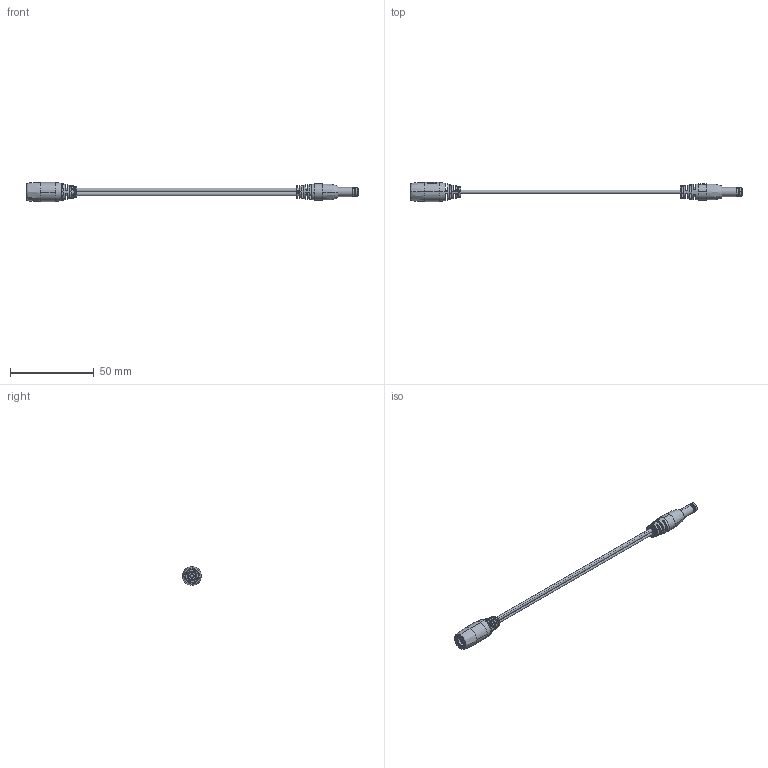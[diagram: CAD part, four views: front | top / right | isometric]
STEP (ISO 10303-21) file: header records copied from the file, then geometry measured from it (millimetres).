
FILE_DESCRIPTION (( 'STEP AP203' ), '1' );
FILE_NAME ('10-01248.step', '2016-09-15T23:40:35', ( '' ), ( '' ), 'SwSTEP 2.0', 'SolidWorks 2015', '' );
FILE_SCHEMA (( 'CONFIG_CONTROL_DESIGN' ));
Length unit declared in the file: millimetre
Products named in the file (13): 24-00004; 50-00313; 50-00025 shell; 50-00313 spring contact; 50-00025 pin; 50-00025 insulator; 50-00313 insulator; 50-00025; 50-00313 shell; 50-00025 contact; 10-01248; 30-00396_blunt cut; 24-00003
Assembly tree (12 placements, depth 3):
  10-01248
    50-00313
      50-00313 insulator
      50-00313 shell
      50-00313 spring contact
    24-00003
    50-00025
      50-00025 insulator
      50-00025 pin
      50-00025 shell
      50-00025 contact
    24-00004
    30-00396_blunt cut
Bounding box: 198.74 x 11.4 x 11.4 mm (x, y, z)
Volume: 5103.1 mm3; surface area: 20550.1 mm2
Topology: 105 solids, 105 shells, 1183 faces, 2723 edges, 1771 vertices
Faces by surface type: cylinder 503, plane 385, bspline 191, torus 61, cone 43
Entity records: 41351 total; most frequent: CARTESIAN_POINT 13525, ORIENTED_EDGE 5442, DIRECTION 5401, EDGE_CURVE 2721, AXIS2_PLACEMENT_3D 2281, VERTEX_POINT 1771, EDGE_LOOP 1396, CIRCLE 1272
